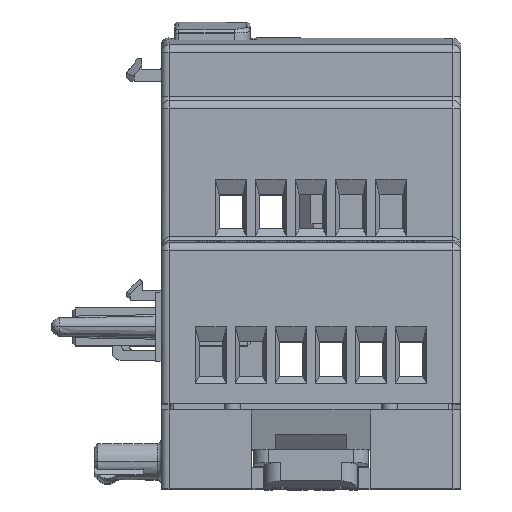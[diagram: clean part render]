
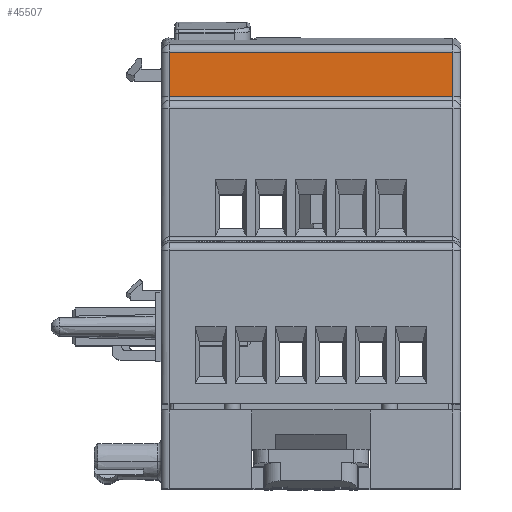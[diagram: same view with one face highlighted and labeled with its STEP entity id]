
A CAD part, top view. The second image highlights one B-rep face of the part: STEP entity #45507.
In plain terms, the highlighted planar face has unit normal (0, 0.009, 1).
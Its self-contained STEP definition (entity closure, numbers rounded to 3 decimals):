
#19192 = EDGE_LOOP ( 'NONE', ( #38698, #38702, #38700, #38703 ) ) ;
#31963 = AXIS2_PLACEMENT_3D ( 'NONE', #42897, #42898, #42899 ) ;
#32822 = CARTESIAN_POINT ( 'NONE',  ( 13., 44.597, 37.447 ) ) ;
#33084 = CARTESIAN_POINT ( 'NONE',  ( 49., 44.597, 37.447 ) ) ;
#33204 = CARTESIAN_POINT ( 'NONE',  ( 13., 38.996, 37.496 ) ) ;
#33216 = CARTESIAN_POINT ( 'NONE',  ( 49., 38.996, 37.496 ) ) ;
#36094 = FACE_OUTER_BOUND ( 'NONE', #19192, .T. ) ;
#38698 = ORIENTED_EDGE ( 'NONE', *, *, #49519, .T. ) ;
#38700 = ORIENTED_EDGE ( 'NONE', *, *, #49518, .T. ) ;
#38702 = ORIENTED_EDGE ( 'NONE', *, *, #49520, .T. ) ;
#38703 = ORIENTED_EDGE ( 'NONE', *, *, #49517, .T. ) ;
#41975 = VERTEX_POINT ( 'NONE', #32822 ) ;
#42237 = VERTEX_POINT ( 'NONE', #33084 ) ;
#42357 = VERTEX_POINT ( 'NONE', #33204 ) ;
#42369 = VERTEX_POINT ( 'NONE', #33216 ) ;
#42896 = PLANE ( 'NONE',  #31963 ) ;
#42897 = CARTESIAN_POINT ( 'NONE',  ( 50., 38.5, 37.5 ) ) ;
#42898 = DIRECTION ( 'NONE',  ( 0., 0.009, 1. ) ) ;
#42899 = DIRECTION ( 'NONE',  ( 0., -1., 0.009 ) ) ;
#45507 = ADVANCED_FACE ( 'NONE', ( #36094 ), #42896, .T. ) ;
#49517 = EDGE_CURVE ( 'NONE', #42369, #42237, #52882, .T. ) ;
#49518 = EDGE_CURVE ( 'NONE', #42357, #42369, #52883, .T. ) ;
#49519 = EDGE_CURVE ( 'NONE', #42237, #41975, #52884, .T. ) ;
#49520 = EDGE_CURVE ( 'NONE', #41975, #42357, #52885, .T. ) ;
#52882 = LINE ( 'NONE', #56551, #58564 ) ;
#52883 = LINE ( 'NONE', #56553, #58565 ) ;
#52884 = LINE ( 'NONE', #56555, #58566 ) ;
#52885 = LINE ( 'NONE', #56557, #58567 ) ;
#56551 = CARTESIAN_POINT ( 'NONE',  ( 49., 38.5, 37.5 ) ) ;
#56552 = DIRECTION ( 'NONE',  ( 0., 1., -0.009 ) ) ;
#56553 = CARTESIAN_POINT ( 'NONE',  ( 50., 38.996, 37.496 ) ) ;
#56554 = DIRECTION ( 'NONE',  ( 1., 0., 0. ) ) ;
#56555 = CARTESIAN_POINT ( 'NONE',  ( 50., 44.597, 37.447 ) ) ;
#56556 = DIRECTION ( 'NONE',  ( -1., 0., 0. ) ) ;
#56557 = CARTESIAN_POINT ( 'NONE',  ( 13., 38.5, 37.5 ) ) ;
#56558 = DIRECTION ( 'NONE',  ( 0., -1., 0.009 ) ) ;
#58564 = VECTOR ( 'NONE', #56552, 1000. ) ;
#58565 = VECTOR ( 'NONE', #56554, 1000. ) ;
#58566 = VECTOR ( 'NONE', #56556, 1000. ) ;
#58567 = VECTOR ( 'NONE', #56558, 1000. ) ;
